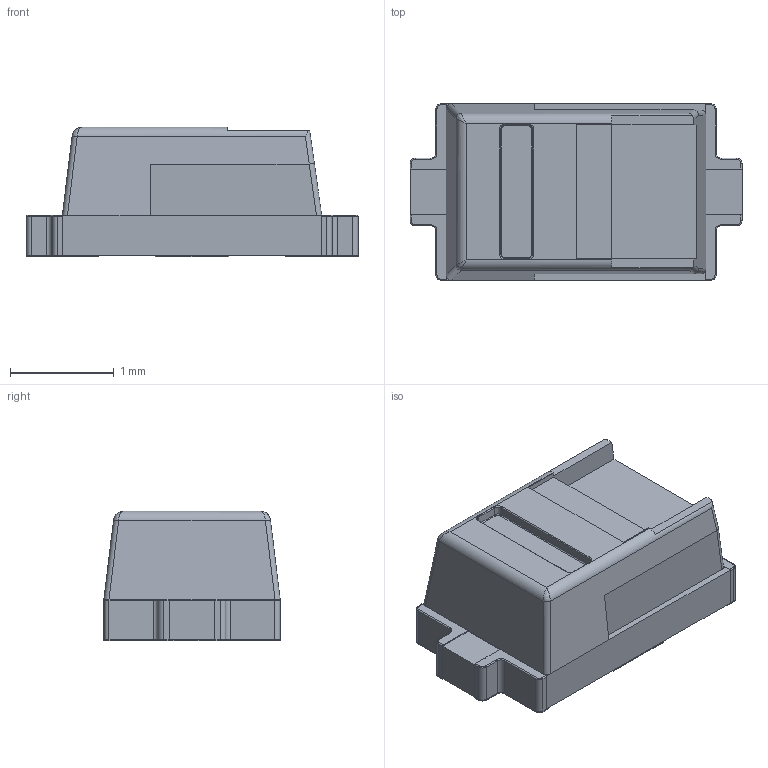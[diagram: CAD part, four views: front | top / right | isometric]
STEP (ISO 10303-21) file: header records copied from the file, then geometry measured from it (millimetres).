
FILE_DESCRIPTION(/* description */ (''),/* implementation_level */ '2;1');
FILE_NAME(/* name */ '1.stp',/* time_stamp */ '2020-01-24T21:34:32+02:00',/* author */ ('k'),/* organization */ (''),/* preprocessor_version */ 'ST-DEVELOPER v15.6',/* originating_system */ 'Autodesk Inventor 2015',/* authorisation */ '');
FILE_SCHEMA (('AUTOMOTIVE_DESIGN { 1 0 10303 214 3 1 1 }'));
Length unit declared in the file: millimetre
Products named in the file (4): 1; 2; 3
Bounding box: 3.2 x 1.7 x 1.25 mm (x, y, z)
Volume: 4.8 mm3; surface area: 26.6 mm2
Topology: 10 solids, 10 shells, 208 faces, 597 edges, 496 vertices
Faces by surface type: plane 122, cylinder 64, torus 20, bspline 2
Full cylindrical faces by diameter (mm): 0.42 x1, 0.54 x1
Entity records: 6822 total; most frequent: CARTESIAN_POINT 1352, DIRECTION 1189, ORIENTED_EDGE 1010, EDGE_CURVE 505, LINE 419, VECTOR 419, AXIS2_PLACEMENT_3D 385, VERTEX_POINT 320
